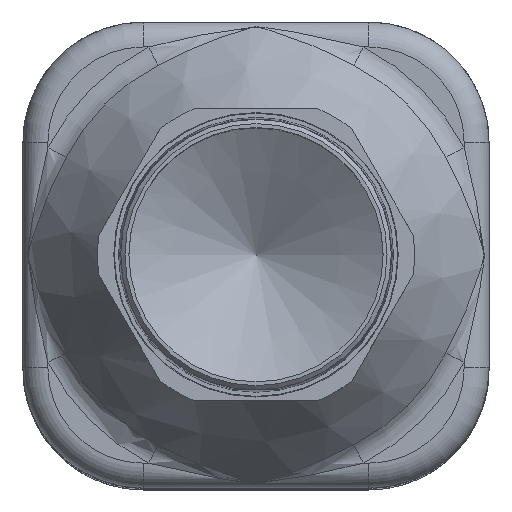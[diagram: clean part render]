
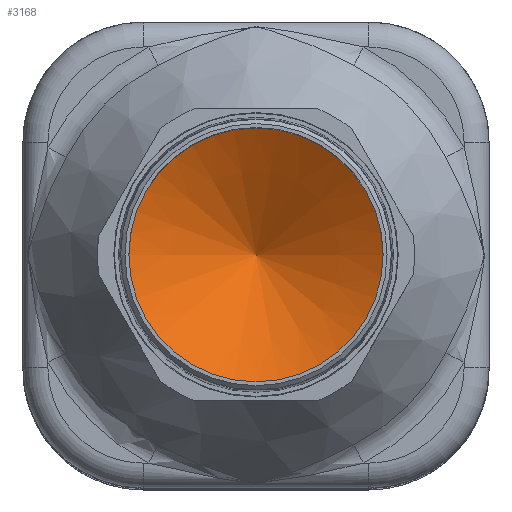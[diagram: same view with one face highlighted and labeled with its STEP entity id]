
A CAD part, top view. The second image highlights one B-rep face of the part: STEP entity #3168.
In plain terms, the highlighted conical face has half-angle 59 degrees and reference radius 38.1 mm.
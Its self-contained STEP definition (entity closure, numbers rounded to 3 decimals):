
#28=CONICAL_SURFACE('',#3581,38.1,59.);
#636=FACE_OUTER_BOUND('',#927,.T.);
#927=EDGE_LOOP('',(#2524));
#1217=CIRCLE('',#3579,76.2);
#1513=VERTEX_POINT('',#6018);
#1870=EDGE_CURVE('',#1513,#1513,#1217,.T.);
#2524=ORIENTED_EDGE('',*,*,#1870,.T.);
#3168=ADVANCED_FACE('',(#636),#28,.F.);
#3579=AXIS2_PLACEMENT_3D('',#6019,#4435,#4436);
#3581=AXIS2_PLACEMENT_3D('',#6022,#4439,#4440);
#4435=DIRECTION('center_axis',(0.,0.,1.));
#4436=DIRECTION('ref_axis',(1.,0.,0.));
#4439=DIRECTION('center_axis',(0.,0.,1.));
#4440=DIRECTION('ref_axis',(1.,0.,0.));
#6018=CARTESIAN_POINT('',(76.2,0.,580.622));
#6019=CARTESIAN_POINT('Origin',(0.,0.,580.622));
#6022=CARTESIAN_POINT('Origin',(0.,0.,557.729));
